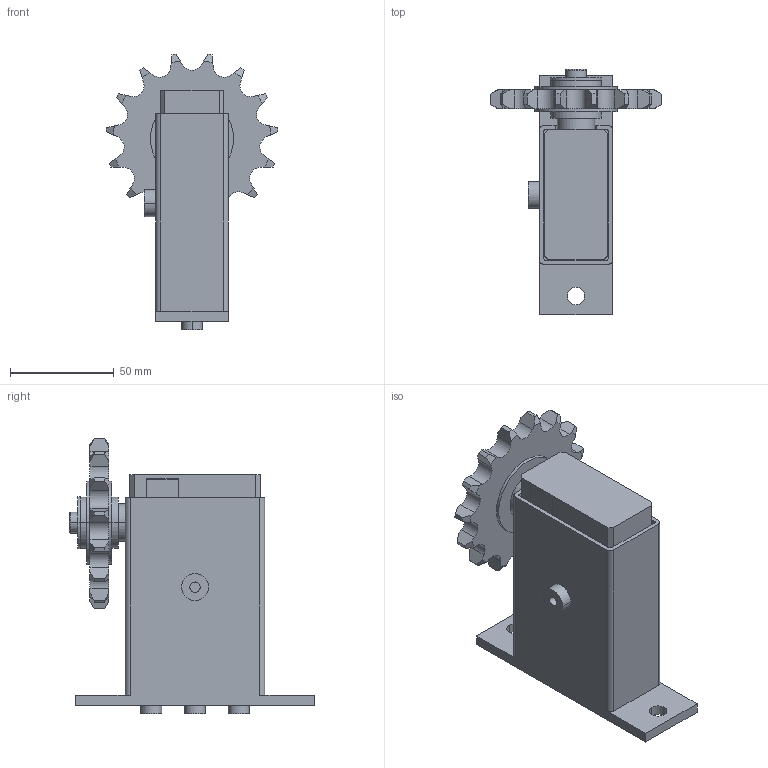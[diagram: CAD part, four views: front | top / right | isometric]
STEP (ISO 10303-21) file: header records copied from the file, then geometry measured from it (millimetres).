
FILE_DESCRIPTION(('STEP AP214'),'1');
FILE_NAME('cctmp_79D22EBF-2504-4ACD-AE13-58E33B662E7A_2023_6_23_12_22_23_726..stp','2023-06-23T10:22:23',('Murtfeldt Kunststoffe GmbH & Co.KG'),('CADClick - www.CADClick.com'),'Spatial InterOp 3D',' ','unknown authorization');
FILE_SCHEMA(('AUTOMOTIVE_DESIGN'));
Length unit declared in the file: millimetre
Products named in the file (1): 1
Bounding box: 82.54 x 117.9 x 132.7 mm (x, y, z)
Volume: 277872.9 mm3; surface area: 83874 mm2
Topology: 5 solids, 7 shells, 226 faces, 577 edges, 380 vertices
Faces by surface type: plane 107, cylinder 79, cone 36, torus 4
Entity records: 8686 total; most frequent: CARTESIAN_POINT 1306, DIRECTION 1176, ORIENTED_EDGE 1150, EDGE_CURVE 575, AXIS2_PLACEMENT_3D 430, VERTEX_POINT 380, LINE 316, VECTOR 316
